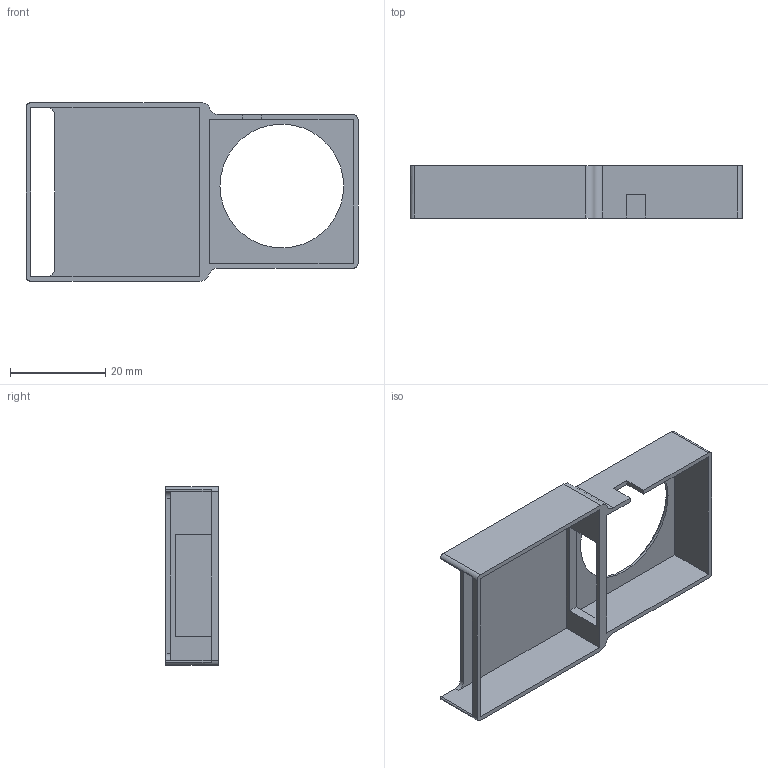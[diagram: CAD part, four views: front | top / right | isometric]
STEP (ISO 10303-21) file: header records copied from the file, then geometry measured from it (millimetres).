
FILE_DESCRIPTION(/* description */ (''),/* implementation_level */ '2;1');
FILE_NAME(/* name */ 'MotorFans.stp',/* time_stamp */ '2024-01-14T13:10:40-06:00',/* author */ ('keith'),/* organization */ (''),/* preprocessor_version */ 'ST-DEVELOPER v18.1',/* originating_system */ 'Autodesk Inventor 2022',/* authorisation */ '');
FILE_SCHEMA (('AUTOMOTIVE_DESIGN { 1 0 10303 214 3 1 1 }'));
Length unit declared in the file: millimetre
Products named in the file (1): MotorFans
Bounding box: 69.75 x 11 x 37.5 mm (x, y, z)
Volume: 3786.1 mm3; surface area: 7647.6 mm2
Topology: 1 solids, 1 shells, 41 faces, 119 edges, 79 vertices
Faces by surface type: plane 27, cylinder 13, cone 1
Full cylindrical faces by diameter (mm): 26 x1
Entity records: 1407 total; most frequent: CARTESIAN_POINT 240, ORIENTED_EDGE 238, DIRECTION 232, EDGE_CURVE 119, LINE 90, VECTOR 90, VERTEX_POINT 79, AXIS2_PLACEMENT_3D 71
